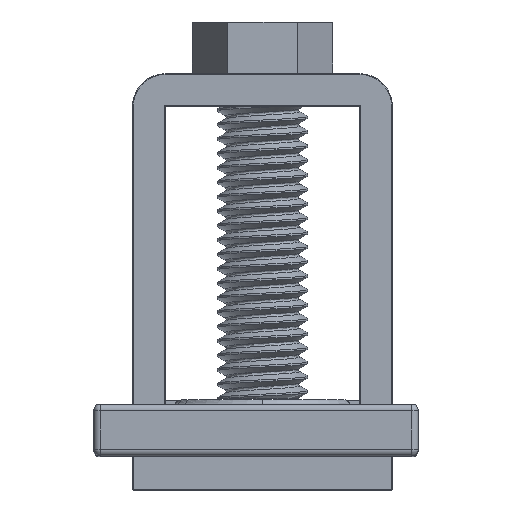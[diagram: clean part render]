
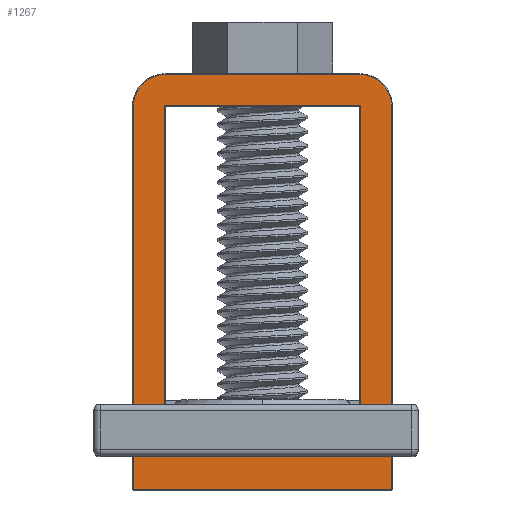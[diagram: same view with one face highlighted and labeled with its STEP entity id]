
A CAD part, top view. The second image highlights one B-rep face of the part: STEP entity #1267.
In plain terms, the highlighted planar face has unit normal (0, 0, 1).
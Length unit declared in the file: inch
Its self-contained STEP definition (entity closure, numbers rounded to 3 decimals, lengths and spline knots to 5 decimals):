
#613 = LINE ( 'NONE', #627, #2892 ) ;
#627 = CARTESIAN_POINT ( 'NONE',  ( 0.15, 0.271, 0.5 ) ) ;
#628 = DIRECTION ( 'NONE',  ( 1., 0., 0. ) ) ;
#629 = CARTESIAN_POINT ( 'NONE',  ( -0.125, -0.26, 0.5 ) ) ;
#636 = LINE ( 'NONE', #637, #2896 ) ;
#637 = CARTESIAN_POINT ( 'NONE',  ( -0.2, -0.32, 0.5 ) ) ;
#638 = DIRECTION ( 'NONE',  ( 1., 0., 0. ) ) ;
#639 = LINE ( 'NONE', #640, #2898 ) ;
#640 = CARTESIAN_POINT ( 'NONE',  ( -0.15, 0.319, 0.5 ) ) ;
#641 = DIRECTION ( 'NONE',  ( -1., 0., 0. ) ) ;
#642 = DIRECTION ( 'NONE',  ( 0., 0., -1. ) ) ;
#643 = DIRECTION ( 'NONE',  ( 1., 0., 0. ) ) ;
#670 = LINE ( 'NONE', #671, #2907 ) ;
#671 = CARTESIAN_POINT ( 'NONE',  ( -0.15, -0.27, 0.5 ) ) ;
#672 = DIRECTION ( 'NONE',  ( 1., 0., 0. ) ) ;
#688 = LINE ( 'NONE', #689, #2912 ) ;
#689 = CARTESIAN_POINT ( 'NONE',  ( -0.15, -0.27, 0.5 ) ) ;
#690 = DIRECTION ( 'NONE',  ( 1., 0., 0. ) ) ;
#749 = LINE ( 'NONE', #750, #2926 ) ;
#750 = CARTESIAN_POINT ( 'NONE',  ( -0.135, 0., 0.5 ) ) ;
#751 = DIRECTION ( 'NONE',  ( 0., 1., 0. ) ) ;
#770 = LINE ( 'NONE', #771, #2933 ) ;
#771 = CARTESIAN_POINT ( 'NONE',  ( -0.15, -0.27, 0.5 ) ) ;
#772 = DIRECTION ( 'NONE',  ( 1., 0., 0. ) ) ;
#787 = CARTESIAN_POINT ( 'NONE',  ( 0.15, 0.27, 0.5 ) ) ;
#791 = DIRECTION ( 'NONE',  ( 0., 0., 1. ) ) ;
#792 = DIRECTION ( 'NONE',  ( 1., 0., 0. ) ) ;
#820 = CARTESIAN_POINT ( 'NONE',  ( 0.125, -0.26, 0.5 ) ) ;
#830 = DIRECTION ( 'NONE',  ( 0., 0., -1. ) ) ;
#831 = DIRECTION ( 'NONE',  ( 1., 0., 0. ) ) ;
#833 = LINE ( 'NONE', #834, #2953 ) ;
#834 = CARTESIAN_POINT ( 'NONE',  ( 0.151, -0.27, 0.5 ) ) ;
#835 = DIRECTION ( 'NONE',  ( 0., -1., 0. ) ) ;
#836 = LINE ( 'NONE', #837, #2955 ) ;
#837 = CARTESIAN_POINT ( 'NONE',  ( 0.135, 0., 0.5 ) ) ;
#838 = DIRECTION ( 'NONE',  ( 0., -1., 0. ) ) ;
#872 = LINE ( 'NONE', #873, #2966 ) ;
#873 = CARTESIAN_POINT ( 'NONE',  ( 0.199, 0.27, 0.5 ) ) ;
#874 = DIRECTION ( 'NONE',  ( 0., 1., 0. ) ) ;
#878 = LINE ( 'NONE', #879, #2968 ) ;
#879 = CARTESIAN_POINT ( 'NONE',  ( -0.151, 0.27, 0.5 ) ) ;
#880 = DIRECTION ( 'NONE',  ( 0., 1., 0. ) ) ;
#908 = LINE ( 'NONE', #909, #2978 ) ;
#909 = CARTESIAN_POINT ( 'NONE',  ( -0.199, -0.32, 0.5 ) ) ;
#910 = DIRECTION ( 'NONE',  ( 0., -1., 0. ) ) ;
#916 = CARTESIAN_POINT ( 'NONE',  ( -0.15, 0.27, 0.5 ) ) ;
#917 = DIRECTION ( 'NONE',  ( 0., 0., 1. ) ) ;
#918 = DIRECTION ( 'NONE',  ( 1., 0., 0. ) ) ;
#1267 = ADVANCED_FACE ( 'NONE', ( #7962, #7978 ), #2293, .T. ) ;
#1702 = ORIENTED_EDGE ( 'NONE', *, *, #8113, .F. ) ;
#1703 = ORIENTED_EDGE ( 'NONE', *, *, #8112, .T. ) ;
#1705 = ORIENTED_EDGE ( 'NONE', *, *, #8070, .F. ) ;
#1706 = ORIENTED_EDGE ( 'NONE', *, *, #8091, .F. ) ;
#1707 = ORIENTED_EDGE ( 'NONE', *, *, #8111, .T. ) ;
#1708 = ORIENTED_EDGE ( 'NONE', *, *, #8055, .T. ) ;
#1709 = ORIENTED_EDGE ( 'NONE', *, *, #8084, .F. ) ;
#1710 = ORIENTED_EDGE ( 'NONE', *, *, #8064, .F. ) ;
#1711 = ORIENTED_EDGE ( 'NONE', *, *, #8127, .T. ) ;
#1712 = ORIENTED_EDGE ( 'NONE', *, *, #8054, .T. ) ;
#1713 = ORIENTED_EDGE ( 'NONE', *, *, #8053, .T. ) ;
#1714 = ORIENTED_EDGE ( 'NONE', *, *, #8125, .T. ) ;
#1715 = ORIENTED_EDGE ( 'NONE', *, *, #8050, .T. ) ;
#1723 = ORIENTED_EDGE ( 'NONE', *, *, #8137, .T. ) ;
#1724 = ORIENTED_EDGE ( 'NONE', *, *, #8140, .T. ) ;
#1778 = ORIENTED_EDGE ( 'NONE', *, *, #8098, .T. ) ;
#1850 = EDGE_LOOP ( 'NONE', ( #1713, #1714, #1778, #1712, #1724, #1723 ) ) ;
#1873 = EDGE_LOOP ( 'NONE', ( #1703, #1705, #1702, #1707, #1706, #1708, #1709, #1710, #1711, #1715 ) ) ;
#2293 = PLANE ( 'NONE',  #7956 ) ;
#2294 = CARTESIAN_POINT ( 'NONE',  ( 0., 0., 0.5 ) ) ;
#2295 = DIRECTION ( 'NONE',  ( 0., 0., 1. ) ) ;
#2296 = DIRECTION ( 'NONE',  ( 1., 0., 0. ) ) ;
#2892 = VECTOR ( 'NONE', #628, 39.37008 ) ;
#2895 = AXIS2_PLACEMENT_3D ( 'NONE', #629, #642, #643 ) ;
#2896 = VECTOR ( 'NONE', #638, 39.37008 ) ;
#2898 = VECTOR ( 'NONE', #641, 39.37008 ) ;
#2907 = VECTOR ( 'NONE', #672, 39.37008 ) ;
#2912 = VECTOR ( 'NONE', #690, 39.37008 ) ;
#2926 = VECTOR ( 'NONE', #751, 39.37008 ) ;
#2933 = VECTOR ( 'NONE', #772, 39.37008 ) ;
#2934 = AXIS2_PLACEMENT_3D ( 'NONE', #787, #791, #792 ) ;
#2951 = AXIS2_PLACEMENT_3D ( 'NONE', #820, #830, #831 ) ;
#2953 = VECTOR ( 'NONE', #835, 39.37008 ) ;
#2955 = VECTOR ( 'NONE', #838, 39.37008 ) ;
#2966 = VECTOR ( 'NONE', #874, 39.37008 ) ;
#2968 = VECTOR ( 'NONE', #880, 39.37008 ) ;
#2978 = VECTOR ( 'NONE', #910, 39.37008 ) ;
#2981 = AXIS2_PLACEMENT_3D ( 'NONE', #916, #917, #918 ) ;
#3523 = VERTEX_POINT ( 'NONE', #4224 ) ;
#3524 = VERTEX_POINT ( 'NONE', #4225 ) ;
#3525 = VERTEX_POINT ( 'NONE', #4226 ) ;
#3526 = VERTEX_POINT ( 'NONE', #4227 ) ;
#3527 = VERTEX_POINT ( 'NONE', #4228 ) ;
#3528 = VERTEX_POINT ( 'NONE', #4229 ) ;
#3529 = VERTEX_POINT ( 'NONE', #4230 ) ;
#3530 = VERTEX_POINT ( 'NONE', #4231 ) ;
#3759 = VERTEX_POINT ( 'NONE', #4455 ) ;
#3763 = VERTEX_POINT ( 'NONE', #4459 ) ;
#3764 = VERTEX_POINT ( 'NONE', #4460 ) ;
#3766 = VERTEX_POINT ( 'NONE', #4462 ) ;
#3780 = VERTEX_POINT ( 'NONE', #4476 ) ;
#3781 = VERTEX_POINT ( 'NONE', #4477 ) ;
#3783 = VERTEX_POINT ( 'NONE', #4479 ) ;
#3784 = VERTEX_POINT ( 'NONE', #4480 ) ;
#4224 = CARTESIAN_POINT ( 'NONE',  ( -0.135, -0.26, 0.5 ) ) ;
#4225 = CARTESIAN_POINT ( 'NONE',  ( -0.125, -0.27, 0.5 ) ) ;
#4226 = CARTESIAN_POINT ( 'NONE',  ( 0.125, -0.27, 0.5 ) ) ;
#4227 = CARTESIAN_POINT ( 'NONE',  ( -0.151, 0.271, 0.5 ) ) ;
#4228 = CARTESIAN_POINT ( 'NONE',  ( 0.199, 0.27, 0.5 ) ) ;
#4229 = CARTESIAN_POINT ( 'NONE',  ( 0.15, 0.319, 0.5 ) ) ;
#4230 = CARTESIAN_POINT ( 'NONE',  ( -0.15, 0.319, 0.5 ) ) ;
#4231 = CARTESIAN_POINT ( 'NONE',  ( -0.199, 0.27, 0.5 ) ) ;
#4455 = CARTESIAN_POINT ( 'NONE',  ( -0.135, -0.27, 0.5 ) ) ;
#4459 = CARTESIAN_POINT ( 'NONE',  ( -0.151, -0.27, 0.5 ) ) ;
#4460 = CARTESIAN_POINT ( 'NONE',  ( 0.135, -0.27, 0.5 ) ) ;
#4462 = CARTESIAN_POINT ( 'NONE',  ( 0.151, -0.27, 0.5 ) ) ;
#4476 = CARTESIAN_POINT ( 'NONE',  ( 0.199, -0.32, 0.5 ) ) ;
#4477 = CARTESIAN_POINT ( 'NONE',  ( -0.199, -0.32, 0.5 ) ) ;
#4479 = CARTESIAN_POINT ( 'NONE',  ( 0.151, 0.271, 0.5 ) ) ;
#4480 = CARTESIAN_POINT ( 'NONE',  ( 0.135, -0.26, 0.5 ) ) ;
#7824 = CIRCLE ( 'NONE', #2895, 0.01 ) ;
#7841 = CIRCLE ( 'NONE', #2934, 0.049 ) ;
#7845 = CIRCLE ( 'NONE', #2951, 0.01 ) ;
#7854 = CIRCLE ( 'NONE', #2981, 0.049 ) ;
#7956 = AXIS2_PLACEMENT_3D ( 'NONE', #2294, #2295, #2296 ) ;
#7962 = FACE_BOUND ( 'NONE', #1873, .T. ) ;
#7978 = FACE_OUTER_BOUND ( 'NONE', #1850, .T. ) ;
#8050 = EDGE_CURVE ( 'NONE', #3526, #3783, #613, .T. ) ;
#8053 = EDGE_CURVE ( 'NONE', #3781, #3780, #636, .T. ) ;
#8054 = EDGE_CURVE ( 'NONE', #3528, #3529, #639, .T. ) ;
#8055 = EDGE_CURVE ( 'NONE', #3524, #3523, #7824, .T. ) ;
#8064 = EDGE_CURVE ( 'NONE', #3763, #3759, #670, .T. ) ;
#8070 = EDGE_CURVE ( 'NONE', #3764, #3766, #688, .T. ) ;
#8084 = EDGE_CURVE ( 'NONE', #3759, #3523, #749, .T. ) ;
#8091 = EDGE_CURVE ( 'NONE', #3524, #3525, #770, .T. ) ;
#8098 = EDGE_CURVE ( 'NONE', #3527, #3528, #7841, .T. ) ;
#8111 = EDGE_CURVE ( 'NONE', #3784, #3525, #7845, .T. ) ;
#8112 = EDGE_CURVE ( 'NONE', #3783, #3766, #833, .T. ) ;
#8113 = EDGE_CURVE ( 'NONE', #3784, #3764, #836, .T. ) ;
#8125 = EDGE_CURVE ( 'NONE', #3780, #3527, #872, .T. ) ;
#8127 = EDGE_CURVE ( 'NONE', #3763, #3526, #878, .T. ) ;
#8137 = EDGE_CURVE ( 'NONE', #3530, #3781, #908, .T. ) ;
#8140 = EDGE_CURVE ( 'NONE', #3529, #3530, #7854, .T. ) ;
